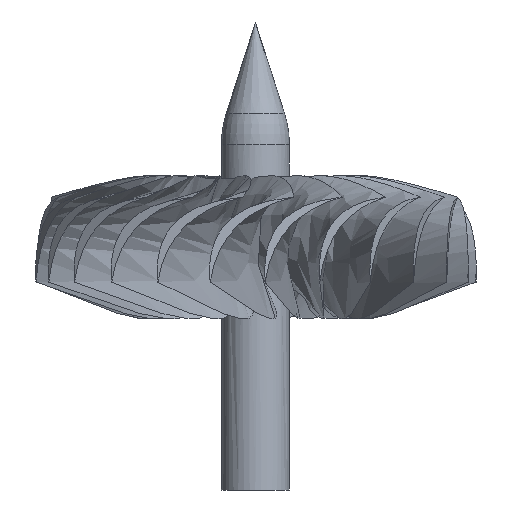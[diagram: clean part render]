
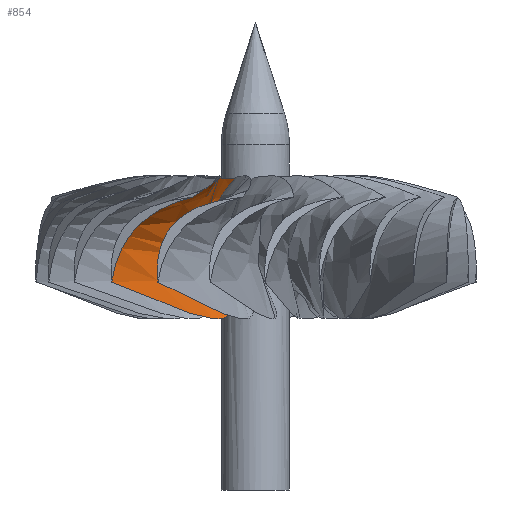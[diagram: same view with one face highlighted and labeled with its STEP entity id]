
A CAD part, left-side view. The second image highlights one B-rep face of the part: STEP entity #854.
In plain terms, the highlighted free-form (B-spline) face has degree [3, 3] with [4, 4] control points.
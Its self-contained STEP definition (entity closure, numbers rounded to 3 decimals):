
#82 = CARTESIAN_POINT ( 'NONE',  ( -8.291, 31.999, -137.369 ) ) ;
#141 = CARTESIAN_POINT ( 'NONE',  ( -7.245, 26.992, -149.28 ) ) ;
#192 = CARTESIAN_POINT ( 'NONE',  ( -6.446, 27.742, -147.675 ) ) ;
#222 = CARTESIAN_POINT ( 'NONE',  ( -8.243, 25.805, -151.333 ) ) ;
#227 = CARTESIAN_POINT ( 'NONE',  ( 0.085, 20.062, -122.7 ) ) ;
#254 = CARTESIAN_POINT ( 'NONE',  ( -52.429, 52.604, -132.161 ) ) ;
#436 = CARTESIAN_POINT ( 'NONE',  ( -6.547, 28.455, -146.617 ) ) ;
#461 = CARTESIAN_POINT ( 'NONE',  ( -6.091, 30.343, -132.845 ) ) ;
#534 = FACE_OUTER_BOUND ( 'NONE', #3699, .T. ) ;
#551 = B_SPLINE_CURVE_WITH_KNOTS ( 'NONE', 3,
 ( #4779, #2330, #2020, #876 ),
 .UNSPECIFIED., .F., .F.,
 ( 4, 4 ),
 ( 0., 0.9 ),
 .UNSPECIFIED. ) ;
#802 = ORIENTED_EDGE ( 'NONE', *, *, #3688, .T. ) ;
#841 = CARTESIAN_POINT ( 'NONE',  ( -8.499, 31.332, -142.145 ) ) ;
#850 = EDGE_CURVE ( 'NONE', #1755, #3615, #2957, .T. ) ;
#854 = ADVANCED_FACE ( 'NONE', ( #534 ), #2435, .T. ) ;
#876 = CARTESIAN_POINT ( 'NONE',  ( -9.064, 24.314, -153.278 ) ) ;
#930 = CARTESIAN_POINT ( 'NONE',  ( -27.268, 38.765, -123.854 ) ) ;
#1012 = CARTESIAN_POINT ( 'NONE',  ( -21.825, 19.871, -116.857 ) ) ;
#1013 = CARTESIAN_POINT ( 'NONE',  ( -8.496, 32.058, -138.159 ) ) ;
#1020 = VERTEX_POINT ( 'NONE', #4708 ) ;
#1123 = CARTESIAN_POINT ( 'NONE',  ( -6.915, 27.349, -125.646 ) ) ;
#1348 = CARTESIAN_POINT ( 'NONE',  ( -30.586, 47.854, -142.282 ) ) ;
#1371 = CARTESIAN_POINT ( 'NONE',  ( -49.854, 60.529, -140.495 ) ) ;
#1373 = CARTESIAN_POINT ( 'NONE',  ( -8.684, 32.018, -139.383 ) ) ;
#1420 = CARTESIAN_POINT ( 'NONE',  ( -17.799, 6.811, -178.578 ) ) ;
#1574 = CARTESIAN_POINT ( 'NONE',  ( -6.896, 28.937, -146.075 ) ) ;
#1651 = CARTESIAN_POINT ( 'NONE',  ( -8.68, 31.722, -140.985 ) ) ;
#1685 = CARTESIAN_POINT ( 'NONE',  ( -5.257, 28.614, -129.436 ) ) ;
#1719 = CARTESIAN_POINT ( 'NONE',  ( -6.179, 27.953, -147.127 ) ) ;
#1755 = VERTEX_POINT ( 'NONE', #3140 ) ;
#1780 = CARTESIAN_POINT ( 'NONE',  ( -8.707, 31.82, -140.591 ) ) ;
#1806 = CARTESIAN_POINT ( 'NONE',  ( -8.576, 32.063, -138.562 ) ) ;
#1832 = ORIENTED_EDGE ( 'NONE', *, *, #4177, .T. ) ;
#1893 = CARTESIAN_POINT ( 'NONE',  ( -8.604, 31.54, -141.57 ) ) ;
#1933 = CARTESIAN_POINT ( 'NONE',  ( -7.985, 26.11, -123.245 ) ) ;
#1939 = CARTESIAN_POINT ( 'NONE',  ( -56.978, 38.603, -128.6 ) ) ;
#1990 = CARTESIAN_POINT ( 'NONE',  ( -8.32, 31.019, -142.882 ) ) ;
#2014 = CARTESIAN_POINT ( 'NONE',  ( -7.397, 31.478, -135.135 ) ) ;
#2020 = CARTESIAN_POINT ( 'NONE',  ( -32.413, 33.357, -156.961 ) ) ;
#2085 = CARTESIAN_POINT ( 'NONE',  ( -56.978, 38.603, -128.6 ) ) ;
#2134 = CARTESIAN_POINT ( 'NONE',  ( 0.085, 20.062, -152.7 ) ) ;
#2157 = CARTESIAN_POINT ( 'NONE',  ( -6.717, 27.507, -148.218 ) ) ;
#2330 = CARTESIAN_POINT ( 'NONE',  ( -20.937, 12.356, -176.086 ) ) ;
#2392 = CARTESIAN_POINT ( 'NONE',  ( -8.572, 31.474, -141.764 ) ) ;
#2419 = CARTESIAN_POINT ( 'NONE',  ( -8.166, 31.945, -136.979 ) ) ;
#2435 = B_SPLINE_SURFACE_WITH_KNOTS ( 'NONE', 3, 3, ( 
 ( #2085, #1012, #3279, #227 ),
 ( #254, #4920, #4844, #4124 ),
 ( #1371, #4949, #1348, #2938 ),
 ( #4485, #1420, #2520, #2134 ) ),
 .UNSPECIFIED., .F., .F., .F.,
 ( 4, 4 ),
 ( 4, 4 ),
 ( 0., 1. ),
 ( 0., 1. ),
 .UNSPECIFIED. ) ;
#2459 = CARTESIAN_POINT ( 'NONE',  ( -6.179, 27.953, -147.127 ) ) ;
#2508 = CARTESIAN_POINT ( 'NONE',  ( -4.77, 28.879, -130.784 ) ) ;
#2520 = CARTESIAN_POINT ( 'NONE',  ( -35.445, 38.885, -152.21 ) ) ;
#2545 = CARTESIAN_POINT ( 'NONE',  ( -6.851, 31.038, -134.127 ) ) ;
#2704 = CARTESIAN_POINT ( 'NONE',  ( -56.978, 38.603, -128.6 ) ) ;
#2732 = EDGE_CURVE ( 'NONE', #3650, #3615, #3804, .T. ) ;
#2761 = CARTESIAN_POINT ( 'NONE',  ( -7.964, 30.465, -143.923 ) ) ;
#2844 = VERTEX_POINT ( 'NONE', #2459 ) ;
#2872 = ORIENTED_EDGE ( 'NONE', *, *, #850, .F. ) ;
#2884 = CARTESIAN_POINT ( 'NONE',  ( -8.692, 25.111, -152.32 ) ) ;
#2936 = B_SPLINE_CURVE_WITH_KNOTS ( 'NONE', 3,
 ( #1719, #192, #2157, #141, #3739, #222, #2884, #4838 ),
 .UNSPECIFIED., .F., .F.,
 ( 4, 2, 2, 4 ),
 ( 0.026, 0.028, 0.03, 0.033 ),
 .UNSPECIFIED. ) ;
#2938 = CARTESIAN_POINT ( 'NONE',  ( 2.741, 28.236, -143.557 ) ) ;
#2957 = B_SPLINE_CURVE_WITH_KNOTS ( 'NONE', 2,
 ( #2987, #3303, #3769 ),
 .UNSPECIFIED., .F., .F.,
 ( 3, 3 ),
 ( 0., 1. ),
 .UNSPECIFIED. ) ;
#2987 = CARTESIAN_POINT ( 'NONE',  ( -49.253, 62.379, -153.6 ) ) ;
#3140 = CARTESIAN_POINT ( 'NONE',  ( -49.253, 62.379, -153.6 ) ) ;
#3156 = CARTESIAN_POINT ( 'NONE',  ( -7.38, 29.618, -145.197 ) ) ;
#3173 = ORIENTED_EDGE ( 'NONE', *, *, #5066, .F. ) ;
#3207 = CARTESIAN_POINT ( 'NONE',  ( -6.283, 30.528, -133.157 ) ) ;
#3233 = CARTESIAN_POINT ( 'NONE',  ( -5.14, 29.334, -131.35 ) ) ;
#3279 = CARTESIAN_POINT ( 'NONE',  ( -28.152, 43.368, -125.487 ) ) ;
#3303 = CARTESIAN_POINT ( 'NONE',  ( -50.155, 59.604, -133.942 ) ) ;
#3382 = CARTESIAN_POINT ( 'NONE',  ( -6.663, 30.876, -133.798 ) ) ;
#3492 = B_SPLINE_CURVE_WITH_KNOTS ( 'NONE', 3,
 ( #3633, #4642, #1123, #4113, #1685, #2508 ),
 .UNSPECIFIED., .F., .F.,
 ( 4, 2, 4 ),
 ( 0., 0.004, 0.009 ),
 .UNSPECIFIED. ) ;
#3571 = CARTESIAN_POINT ( 'NONE',  ( -7.826, 30.261, -144.257 ) ) ;
#3615 = VERTEX_POINT ( 'NONE', #1939 ) ;
#3623 = CARTESIAN_POINT ( 'NONE',  ( -5.519, 29.76, -131.932 ) ) ;
#3633 = CARTESIAN_POINT ( 'NONE',  ( -7.985, 26.11, -123.245 ) ) ;
#3650 = VERTEX_POINT ( 'NONE', #3905 ) ;
#3688 = EDGE_CURVE ( 'NONE', #2844, #1020, #4954, .T. ) ;
#3699 = EDGE_LOOP ( 'NONE', ( #4717, #802, #3173, #4106, #2872, #1832 ) ) ;
#3739 = CARTESIAN_POINT ( 'NONE',  ( -7.503, 26.712, -149.8 ) ) ;
#3769 = CARTESIAN_POINT ( 'NONE',  ( -56.978, 38.603, -128.6 ) ) ;
#3804 = B_SPLINE_CURVE_WITH_KNOTS ( 'NONE', 3,
 ( #1933, #930, #4016, #2704 ),
 .UNSPECIFIED., .F., .F.,
 ( 4, 4 ),
 ( 0.109, 1. ),
 .UNSPECIFIED. ) ;
#3868 = CARTESIAN_POINT ( 'NONE',  ( -9.064, 24.314, -153.278 ) ) ;
#3905 = CARTESIAN_POINT ( 'NONE',  ( -7.985, 26.11, -123.245 ) ) ;
#4016 = CARTESIAN_POINT ( 'NONE',  ( -25.64, 21.904, -118.132 ) ) ;
#4033 = EDGE_CURVE ( 'NONE', #2844, #4137, #2936, .T. ) ;
#4106 = ORIENTED_EDGE ( 'NONE', *, *, #2732, .T. ) ;
#4113 = CARTESIAN_POINT ( 'NONE',  ( -5.809, 28.261, -128.148 ) ) ;
#4124 = CARTESIAN_POINT ( 'NONE',  ( 2.741, 28.236, -133.557 ) ) ;
#4137 = VERTEX_POINT ( 'NONE', #3868 ) ;
#4177 = EDGE_CURVE ( 'NONE', #1755, #4137, #551, .T. ) ;
#4338 = CARTESIAN_POINT ( 'NONE',  ( -8.211, 30.844, -143.236 ) ) ;
#4364 = CARTESIAN_POINT ( 'NONE',  ( -8.458, 31.257, -142.331 ) ) ;
#4485 = CARTESIAN_POINT ( 'NONE',  ( -49.253, 62.379, -153.6 ) ) ;
#4512 = CARTESIAN_POINT ( 'NONE',  ( -8.709, 31.968, -139.79 ) ) ;
#4536 = CARTESIAN_POINT ( 'NONE',  ( -7.739, 31.714, -135.838 ) ) ;
#4642 = CARTESIAN_POINT ( 'NONE',  ( -7.472, 26.79, -124.433 ) ) ;
#4708 = CARTESIAN_POINT ( 'NONE',  ( -4.77, 28.879, -130.784 ) ) ;
#4717 = ORIENTED_EDGE ( 'NONE', *, *, #4033, .F. ) ;
#4723 = CARTESIAN_POINT ( 'NONE',  ( -7.535, 29.838, -144.893 ) ) ;
#4779 = CARTESIAN_POINT ( 'NONE',  ( -49.253, 62.379, -153.6 ) ) ;
#4800 = CARTESIAN_POINT ( 'NONE',  ( -4.77, 28.879, -130.784 ) ) ;
#4838 = CARTESIAN_POINT ( 'NONE',  ( -9.064, 24.314, -153.278 ) ) ;
#4844 = CARTESIAN_POINT ( 'NONE',  ( -28.155, 49.348, -133.375 ) ) ;
#4920 = CARTESIAN_POINT ( 'NONE',  ( -18.282, 22.292, -134.535 ) ) ;
#4949 = CARTESIAN_POINT ( 'NONE',  ( -16.94, 17.939, -155.109 ) ) ;
#4954 = B_SPLINE_CURVE_WITH_KNOTS ( 'NONE', 3,
 ( #5062, #436, #1574, #3156, #4723, #3571, #2761, #4338, #1990, #4364, #841, #2392, #1893, #1651, #1780, #4512, #1373, #1806, #1013, #82, #2419, #4536, #2014, #2545, #3382, #3207, #461, #3623, #3233, #4800 ),
 .UNSPECIFIED., .F., .F.,
 ( 4, 2, 2, 2, 2, 2, 2, 2, 2, 2, 2, 2, 2, 2, 4 ),
 ( 0.004, 0.006, 0.007, 0.009, 0.01, 0.01, 0.011, 0.012, 0.013, 0.015, 0.016, 0.018, 0.019, 0.021, 0.023 ),
 .UNSPECIFIED. ) ;
#5062 = CARTESIAN_POINT ( 'NONE',  ( -6.179, 27.953, -147.127 ) ) ;
#5066 = EDGE_CURVE ( 'NONE', #3650, #1020, #3492, .T. ) ;
